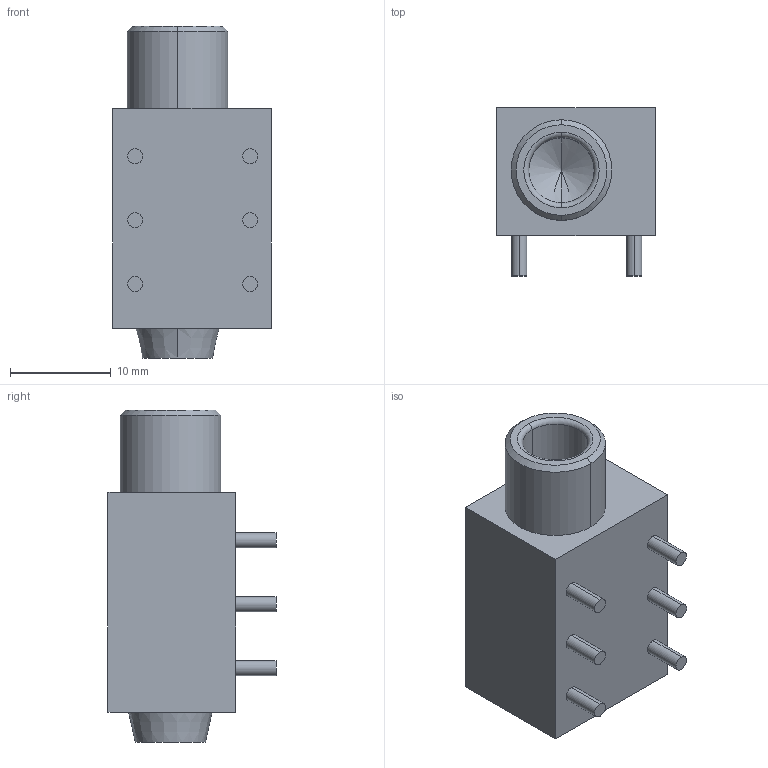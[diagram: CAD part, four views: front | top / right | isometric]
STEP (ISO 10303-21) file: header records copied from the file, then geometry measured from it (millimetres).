
FILE_DESCRIPTION((''),'2;1');
FILE_NAME('D-NRJ6HM-1','2010-07-12T',('odo'),(''),'PRO/ENGINEER BY PARAMETRIC TECHNOLOGY CORPORATION, 2009220','PRO/ENGINEER BY PARAMETRIC TECHNOLOGY CORPORATION, 2009220','');
FILE_SCHEMA(('AUTOMOTIVE_DESIGN_CC2 { 1 2 10303 214 -1 1 5 2 }'));
Length unit declared in the file: millimetre
Products named in the file (1): D-NRJ6HM-1
Bounding box: 15.75 x 16.7 x 33 mm (x, y, z)
Volume: 4167.6 mm3; surface area: 2677.5 mm2
Topology: 1 solids, 1 shells, 38 faces, 86 edges, 57 vertices
Faces by surface type: cylinder 16, plane 14, cone 6, torus 2
Entity records: 1301 total; most frequent: COLOUR_RGB 209, DIRECTION 206, CARTESIAN_POINT 179, ORIENTED_EDGE 168, AXIS2_PLACEMENT_3D 84, EDGE_CURVE 84, VERTEX_POINT 57, EDGE_LOOP 47
